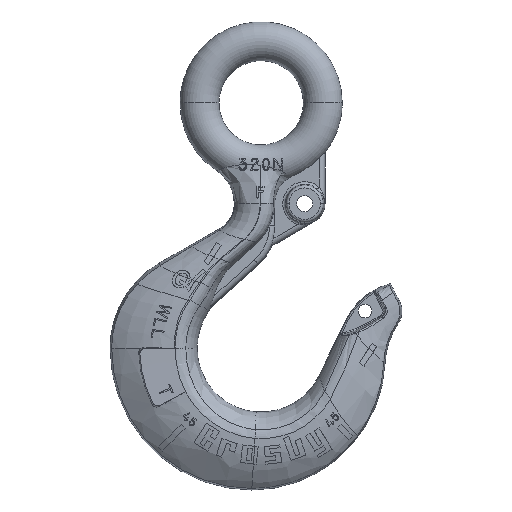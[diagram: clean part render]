
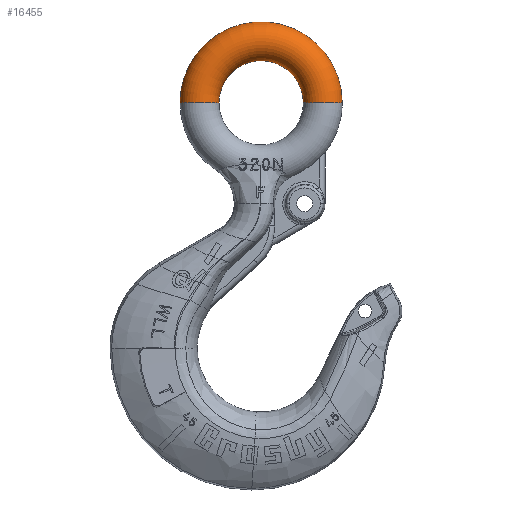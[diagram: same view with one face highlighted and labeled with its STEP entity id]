
A CAD part, top view. The second image highlights one B-rep face of the part: STEP entity #16455.
In plain terms, the highlighted toroidal (fillet/blend) face has major radius 16.891 mm and minor radius 5.334 mm.
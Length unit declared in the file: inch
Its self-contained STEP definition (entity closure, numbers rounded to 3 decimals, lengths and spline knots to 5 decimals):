
#1745=CARTESIAN_POINT('',(-0.665,-0.455,0.));
#1746=DIRECTION('',(0.,-1.,0.));
#1747=DIRECTION('',(1.,0.,0.));
#1748=AXIS2_PLACEMENT_3D('',#1745,#1746,#1747);
#1770=CARTESIAN_POINT('',(0.665,-0.455,0.));
#1771=DIRECTION('',(0.,1.,0.));
#1772=DIRECTION('',(-1.,0.,0.));
#1773=AXIS2_PLACEMENT_3D('',#1770,#1771,#1772);
#4941=CARTESIAN_POINT('',(0.875,-0.455,0.));
#4942=CARTESIAN_POINT('',(0.875,-0.40677,0.));
#4943=CARTESIAN_POINT('',(0.86701,-0.31032,0.));
#4944=CARTESIAN_POINT('',(0.83137,-0.16959,0.));
#4945=CARTESIAN_POINT('',(0.77305,-0.03664,0.));
#4946=CARTESIAN_POINT('',(0.69365,0.08489,0.));
#4947=CARTESIAN_POINT('',(0.59533,0.1917,0.));
#4948=CARTESIAN_POINT('',(0.48077,0.28087,0.));
#4949=CARTESIAN_POINT('',(0.35309,0.34996,0.));
#4950=CARTESIAN_POINT('',(0.21578,0.3971,0.));
#4951=CARTESIAN_POINT('',(0.07259,0.42099,0.));
#4952=CARTESIAN_POINT('',(-0.07259,0.42099,0.));
#4953=CARTESIAN_POINT('',(-0.21578,0.3971,0.));
#4954=CARTESIAN_POINT('',(-0.35309,0.34996,0.));
#4955=CARTESIAN_POINT('',(-0.48077,0.28087,0.));
#4956=CARTESIAN_POINT('',(-0.59533,0.1917,0.));
#4957=CARTESIAN_POINT('',(-0.69365,0.08489,0.));
#4958=CARTESIAN_POINT('',(-0.77305,-0.03664,0.));
#4959=CARTESIAN_POINT('',(-0.83137,-0.16959,0.));
#4960=CARTESIAN_POINT('',(-0.86701,-0.31032,0.));
#4961=CARTESIAN_POINT('',(-0.875,-0.40677,0.));
#4962=CARTESIAN_POINT('',(-0.875,-0.455,0.));
#4964=CARTESIAN_POINT('',(0.455,-0.455,0.));
#4965=CARTESIAN_POINT('',(0.455,-0.42522,0.));
#4966=CARTESIAN_POINT('',(0.44913,-0.36566,0.));
#4967=CARTESIAN_POINT('',(0.42307,-0.27976,0.));
#4968=CARTESIAN_POINT('',(0.38076,-0.20059,0.));
#4969=CARTESIAN_POINT('',(0.32381,-0.13119,0.));
#4970=CARTESIAN_POINT('',(0.25441,-0.07424,0.));
#4971=CARTESIAN_POINT('',(0.17524,-0.03193,0.));
#4972=CARTESIAN_POINT('',(0.08934,-0.00587,0.));
#4973=CARTESIAN_POINT('',(0.,0.00293,0.));
#4974=CARTESIAN_POINT('',(-0.08934,-0.00587,0.));
#4975=CARTESIAN_POINT('',(-0.17524,-0.03193,0.));
#4976=CARTESIAN_POINT('',(-0.25441,-0.07424,0.));
#4977=CARTESIAN_POINT('',(-0.32381,-0.13119,0.));
#4978=CARTESIAN_POINT('',(-0.38076,-0.20059,0.));
#4979=CARTESIAN_POINT('',(-0.42307,-0.27976,0.));
#4980=CARTESIAN_POINT('',(-0.44913,-0.36566,0.));
#4981=CARTESIAN_POINT('',(-0.455,-0.42522,0.));
#4982=CARTESIAN_POINT('',(-0.455,-0.455,0.));
#8884=CARTESIAN_POINT('',(0.455,-0.455,0.));
#8885=CARTESIAN_POINT('',(0.875,-0.455,0.));
#8886=VERTEX_POINT('',#8884);
#8887=VERTEX_POINT('',#8885);
#8888=CARTESIAN_POINT('',(-0.455,-0.455,0.));
#8889=CARTESIAN_POINT('',(-0.875,-0.455,0.));
#8890=VERTEX_POINT('',#8888);
#8891=VERTEX_POINT('',#8889);
#16444=CARTESIAN_POINT('',(0.,-0.455,0.));
#16445=DIRECTION('',(0.,0.,1.));
#16446=DIRECTION('',(-1.,0.,0.));
#16447=AXIS2_PLACEMENT_3D('',#16444,#16445,#16446);
#16448=TOROIDAL_SURFACE('',#16447,0.665,0.21);
#16449=ORIENTED_EDGE('',*,*,#11097,.F.);
#16450=ORIENTED_EDGE('',*,*,#16439,.T.);
#16451=ORIENTED_EDGE('',*,*,#11093,.T.);
#16452=ORIENTED_EDGE('',*,*,#16436,.F.);
#16453=EDGE_LOOP('',(#16449,#16450,#16451,#16452));
#16454=FACE_OUTER_BOUND('',#16453,.F.);
#16455=ADVANCED_FACE('',(#16454),#16448,.T.);
#1749=CIRCLE('',#1748,0.21);
#1774=CIRCLE('',#1773,0.21);
#4963=B_SPLINE_CURVE_WITH_KNOTS('',3,(#4941,#4942,#4943,#4944,#4945,#4946,#4947,
#4948,#4949,#4950,#4951,#4952,#4953,#4954,#4955,#4956,#4957,#4958,#4959,#4960,
#4961,#4962),.UNSPECIFIED.,.F.,.F.,(4,1,1,1,1,1,1,1,1,1,1,1,1,1,1,1,1,1,1,4),(
0.,0.05263,0.10526,0.15789,0.21053,
0.26316,0.31579,0.36842,0.42105,
0.47368,0.52632,0.57895,0.63158,
0.68421,0.73684,0.78947,0.84211,
0.89474,0.94737,1.),.UNSPECIFIED.);
#4983=B_SPLINE_CURVE_WITH_KNOTS('',3,(#4964,#4965,#4966,#4967,#4968,#4969,#4970,
#4971,#4972,#4973,#4974,#4975,#4976,#4977,#4978,#4979,#4980,#4981,#4982),
.UNSPECIFIED.,.F.,.F.,(4,1,1,1,1,1,1,1,1,1,1,1,1,1,1,1,4),(0.,0.0625,0.125,
0.1875,0.25,0.3125,0.375,0.4375,0.5,0.5625,0.625,0.6875,
0.75,0.8125,0.875,0.9375,1.),.UNSPECIFIED.);
#11093=EDGE_CURVE('',#8890,#8891,#1749,.T.);
#11097=EDGE_CURVE('',#8886,#8887,#1774,.T.);
#16436=EDGE_CURVE('',#8887,#8891,#4963,.T.);
#16439=EDGE_CURVE('',#8886,#8890,#4983,.T.);
